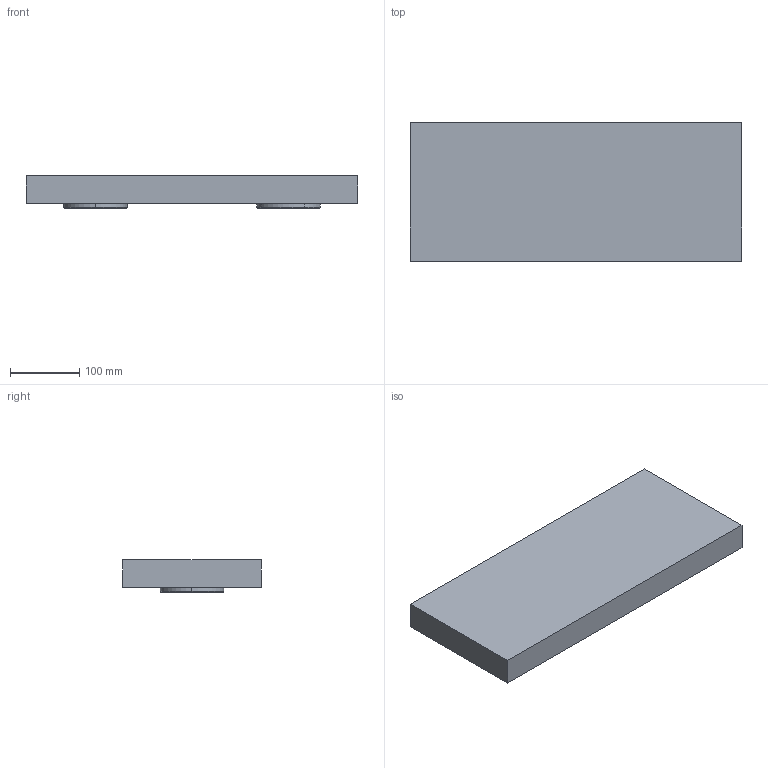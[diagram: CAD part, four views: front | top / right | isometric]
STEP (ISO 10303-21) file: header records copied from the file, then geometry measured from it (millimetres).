
FILE_DESCRIPTION((''),'2;1');
FILE_NAME('EH1990190.stp','2003-08-28T16:55:04',('Grof'),(''),'Autodesk Inventor (tm) 4.0','Autodesk Inventor (tm) 4.0','');
FILE_SCHEMA(('CONFIG_CONTROL_DESIGN'));
Length unit declared in the file: inch
Products named in the file (4): EH1990190; PRODUCT_NAME_17; PRODUCT_NAME_18; PRODUCT_NAME_19
Assembly tree (3 placements, depth 2):
  EH1990190
    PRODUCT_NAME_17
    PRODUCT_NAME_18
    PRODUCT_NAME_19
Bounding box: 480 x 200 x 47 mm (x, y, z)
Volume: 3846094.7 mm3; surface area: 292800.2 mm2
Topology: 3 solids, 3 shells, 136 faces, 336 edges, 216 vertices
Faces by surface type: cylinder 84, cone 24, plane 22, torus 6
Entity records: 4753 total; most frequent: DIRECTION 822, CARTESIAN_POINT 811, ORIENTED_EDGE 672, AXIS2_PLACEMENT_3D 351, EDGE_CURVE 336, VERTEX_POINT 216, CIRCLE 208, EDGE_LOOP 162
